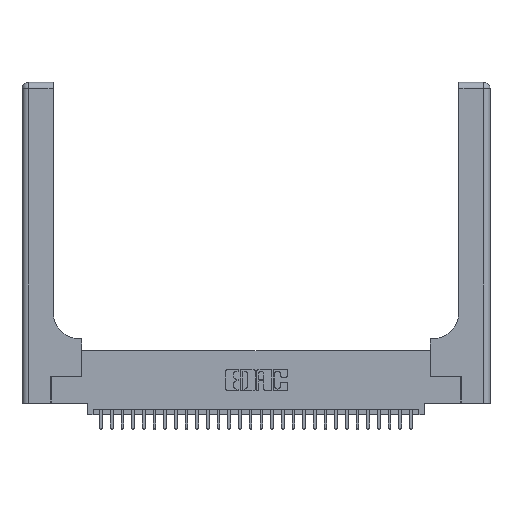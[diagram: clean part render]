
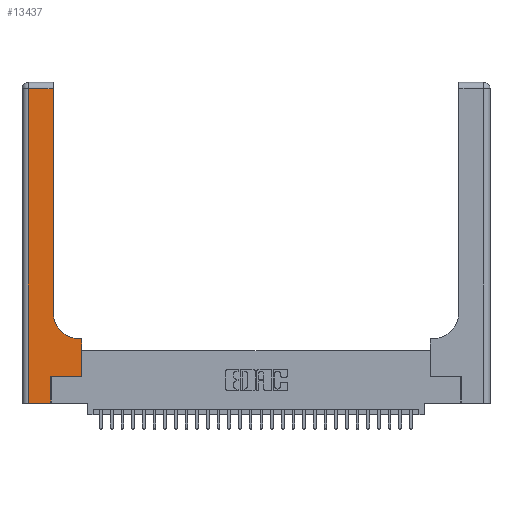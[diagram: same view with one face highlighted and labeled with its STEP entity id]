
A CAD part, top view. The second image highlights one B-rep face of the part: STEP entity #13437.
In plain terms, the highlighted planar face has unit normal (0, 0, 1).
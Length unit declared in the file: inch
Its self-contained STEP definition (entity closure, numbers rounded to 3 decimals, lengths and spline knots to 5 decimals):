
#1239 = VERTEX_POINT ( 'NONE', #21417 ) ;
#1251 = EDGE_CURVE ( 'NONE', #7908, #6747, #20344, .T. ) ;
#1341 = DIRECTION ( 'NONE',  ( -1., 0., 0. ) ) ;
#1451 = DIRECTION ( 'NONE',  ( 0., 1., 0. ) ) ;
#2086 = ORIENTED_EDGE ( 'NONE', *, *, #9191, .T. ) ;
#2181 = VECTOR ( 'NONE', #17391, 39.37008 ) ;
#2313 = LINE ( 'NONE', #19485, #13022 ) ;
#3476 = PLANE ( 'NONE',  #12977 ) ;
#4528 = ORIENTED_EDGE ( 'NONE', *, *, #21818, .T. ) ;
#4606 = ORIENTED_EDGE ( 'NONE', *, *, #6122, .T. ) ;
#4612 = ORIENTED_EDGE ( 'NONE', *, *, #30511, .T. ) ;
#4779 = DIRECTION ( 'NONE',  ( 0., 0., -1. ) ) ;
#5093 = DIRECTION ( 'NONE',  ( 1., 0., 0. ) ) ;
#5584 = ORIENTED_EDGE ( 'NONE', *, *, #1251, .T. ) ;
#6122 = EDGE_CURVE ( 'NONE', #13813, #14765, #2313, .T. ) ;
#6550 = CARTESIAN_POINT ( 'NONE',  ( 0.269, 0., 0.37 ) ) ;
#6747 = VERTEX_POINT ( 'NONE', #8764 ) ;
#7476 = LINE ( 'NONE', #6550, #26695 ) ;
#7775 = LINE ( 'NONE', #19201, #12625 ) ;
#7853 = CARTESIAN_POINT ( 'NONE',  ( 0.2915, 2.94, 0.37 ) ) ;
#7908 = VERTEX_POINT ( 'NONE', #14345 ) ;
#8428 = LINE ( 'NONE', #26789, #2181 ) ;
#8537 = CARTESIAN_POINT ( 'NONE',  ( 0.269, 0., 0.37 ) ) ;
#8764 = CARTESIAN_POINT ( 'NONE',  ( 0.5585, 0.25, 0.37 ) ) ;
#8780 = VERTEX_POINT ( 'NONE', #11557 ) ;
#8905 = CARTESIAN_POINT ( 'NONE',  ( 0.5415, 0.6, 0.37 ) ) ;
#9070 = DIRECTION ( 'NONE',  ( -1., 0., 0. ) ) ;
#9191 = EDGE_CURVE ( 'NONE', #19641, #7908, #7476, .T. ) ;
#10043 = LINE ( 'NONE', #25444, #21480 ) ;
#10659 = ORIENTED_EDGE ( 'NONE', *, *, #24620, .T. ) ;
#11302 = CARTESIAN_POINT ( 'NONE',  ( 0.5415, 0.85, 0.37 ) ) ;
#11486 = VERTEX_POINT ( 'NONE', #8905 ) ;
#11557 = CARTESIAN_POINT ( 'NONE',  ( 0.06, 0., 0.37 ) ) ;
#11582 = AXIS2_PLACEMENT_3D ( 'NONE', #11302, #4779, #5093 ) ;
#12232 = EDGE_CURVE ( 'NONE', #1239, #11486, #30198, .T. ) ;
#12267 = DIRECTION ( 'NONE',  ( 0., 1., 0. ) ) ;
#12625 = VECTOR ( 'NONE', #28472, 39.37008 ) ;
#12687 = CARTESIAN_POINT ( 'NONE',  ( 0., 3., 0.37 ) ) ;
#12977 = AXIS2_PLACEMENT_3D ( 'NONE', #12687, #27106, #29172 ) ;
#13022 = VECTOR ( 'NONE', #12267, 39.37008 ) ;
#13437 = ADVANCED_FACE ( 'NONE', ( #18317 ), #3476, .F. ) ;
#13813 = VERTEX_POINT ( 'NONE', #24672 ) ;
#14345 = CARTESIAN_POINT ( 'NONE',  ( 0.269, 0.25, 0.37 ) ) ;
#14584 = CIRCLE ( 'NONE', #11582, 0.25 ) ;
#14739 = DIRECTION ( 'NONE',  ( 1., 0., 0. ) ) ;
#14765 = VERTEX_POINT ( 'NONE', #7853 ) ;
#14808 = VECTOR ( 'NONE', #9070, 39.37008 ) ;
#15434 = EDGE_CURVE ( 'NONE', #11486, #13813, #14584, .T. ) ;
#17391 = DIRECTION ( 'NONE',  ( 0., -1., 0. ) ) ;
#17902 = EDGE_LOOP ( 'NONE', ( #4606, #22974, #10659, #4528, #2086, #5584, #4612, #28817, #25898 ) ) ;
#18317 = FACE_OUTER_BOUND ( 'NONE', #17902, .T. ) ;
#19142 = VECTOR ( 'NONE', #1341, 39.37008 ) ;
#19201 = CARTESIAN_POINT ( 'NONE',  ( 0.5585, 0.25, 0.37 ) ) ;
#19485 = CARTESIAN_POINT ( 'NONE',  ( 0.2915, 3., 0.37 ) ) ;
#19641 = VERTEX_POINT ( 'NONE', #8537 ) ;
#20323 = CARTESIAN_POINT ( 'NONE',  ( 0.2915, 0.6, 0.37 ) ) ;
#20344 = LINE ( 'NONE', #24317, #25124 ) ;
#21041 = VERTEX_POINT ( 'NONE', #23131 ) ;
#21080 = LINE ( 'NONE', #23008, #14808 ) ;
#21417 = CARTESIAN_POINT ( 'NONE',  ( 0.5585, 0.6, 0.37 ) ) ;
#21480 = VECTOR ( 'NONE', #25539, 39.37008 ) ;
#21818 = EDGE_CURVE ( 'NONE', #8780, #19641, #10043, .T. ) ;
#22531 = EDGE_CURVE ( 'NONE', #14765, #21041, #21080, .T. ) ;
#22974 = ORIENTED_EDGE ( 'NONE', *, *, #22531, .T. ) ;
#23008 = CARTESIAN_POINT ( 'NONE',  ( 0., 2.94, 0.37 ) ) ;
#23131 = CARTESIAN_POINT ( 'NONE',  ( 0.06, 2.94, 0.37 ) ) ;
#24317 = CARTESIAN_POINT ( 'NONE',  ( 0.269, 0.25, 0.37 ) ) ;
#24620 = EDGE_CURVE ( 'NONE', #21041, #8780, #8428, .T. ) ;
#24672 = CARTESIAN_POINT ( 'NONE',  ( 0.2915, 0.85, 0.37 ) ) ;
#25124 = VECTOR ( 'NONE', #14739, 39.37008 ) ;
#25444 = CARTESIAN_POINT ( 'NONE',  ( 0., 0., 0.37 ) ) ;
#25539 = DIRECTION ( 'NONE',  ( 1., 0., 0. ) ) ;
#25898 = ORIENTED_EDGE ( 'NONE', *, *, #15434, .T. ) ;
#26695 = VECTOR ( 'NONE', #1451, 39.37008 ) ;
#26789 = CARTESIAN_POINT ( 'NONE',  ( 0.06, 3., 0.37 ) ) ;
#27106 = DIRECTION ( 'NONE',  ( 0., 0., -1. ) ) ;
#28472 = DIRECTION ( 'NONE',  ( 0., 1., 0. ) ) ;
#28817 = ORIENTED_EDGE ( 'NONE', *, *, #12232, .T. ) ;
#29172 = DIRECTION ( 'NONE',  ( -1., 0., 0. ) ) ;
#30198 = LINE ( 'NONE', #20323, #19142 ) ;
#30511 = EDGE_CURVE ( 'NONE', #6747, #1239, #7775, .T. ) ;
